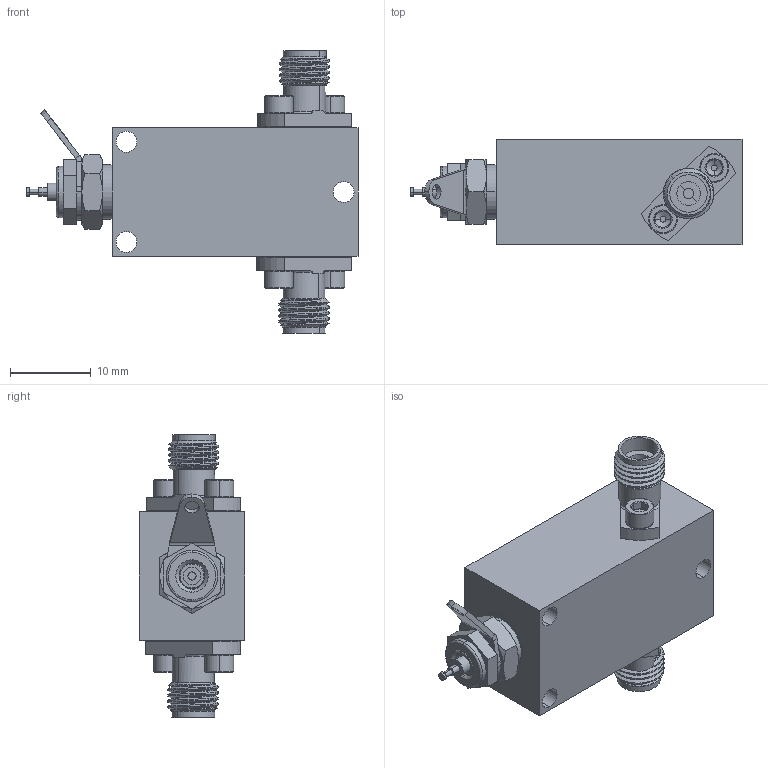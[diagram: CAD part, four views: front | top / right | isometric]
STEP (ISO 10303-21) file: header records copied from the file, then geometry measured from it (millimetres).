
FILE_DESCRIPTION (( 'STEP AP214' ), '1' );
FILE_NAME ('FMBT1632_3D.STEP', '2022-06-26T05:30:37', ( '' ), ( '' ), 'SwSTEP 2.0', 'SolidWorks 2021', '' );
FILE_SCHEMA (( 'AUTOMOTIVE_DESIGN' ));
Length unit declared in the file: inch
Products named in the file (11): Copy of 286-0009-INSULATOR^Copy of 286-0009-00_PE1632; Copy of 120-0038^PE1632; Copy of 286-0009-HOUSING^Copy of 286-0009-00_PE1632; Copy of 286-0009-CENTER CONDUCTOR^Copy of 286-0009-00_PE1632; Copy of 286-0009-00^PE1632; Copy of 120-0046^PE1632; Copy of 103-4112 HOUSING^PE1632; Copy of 286-0009-NUT^Copy of 286-0009-00_PE1632; Copy of 010-101X_010-1012-00^PE1632; Copy of 286-0009-LUG^Copy of 286-0009-00_PE1632; FMBT1632_3D
Assembly tree (14 placements, depth 3):
  FMBT1632_3D
    Copy of 120-0038^PE1632
    Copy of 120-0046^PE1632
    Copy of 103-4112 HOUSING^PE1632  x2
    Copy of 010-101X_010-1012-00^PE1632  x4
    Copy of 286-0009-00^PE1632
      Copy of 286-0009-HOUSING^Copy of 286-0009-00_PE1632
      Copy of 286-0009-INSULATOR^Copy of 286-0009-00_PE1632
      Copy of 286-0009-CENTER CONDUCTOR^Copy of 286-0009-00_PE1632
      Copy of 286-0009-LUG^Copy of 286-0009-00_PE1632
      Copy of 286-0009-NUT^Copy of 286-0009-00_PE1632
Bounding box: 41.15 x 13.08 x 35.03 mm (x, y, z)
Volume: 6994.6 mm3; surface area: 5372.2 mm2
Topology: 13 solids, 13 shells, 813 faces, 1833 edges, 1074 vertices
Faces by surface type: cylinder 366, cone 268, plane 153, bspline 26
Entity records: 14084 total; most frequent: CARTESIAN_POINT 4873, ORIENTED_EDGE 1872, DIRECTION 1784, EDGE_CURVE 936, AXIS2_PLACEMENT_3D 703, VERTEX_POINT 577, EDGE_LOOP 437, ADVANCED_FACE 396
